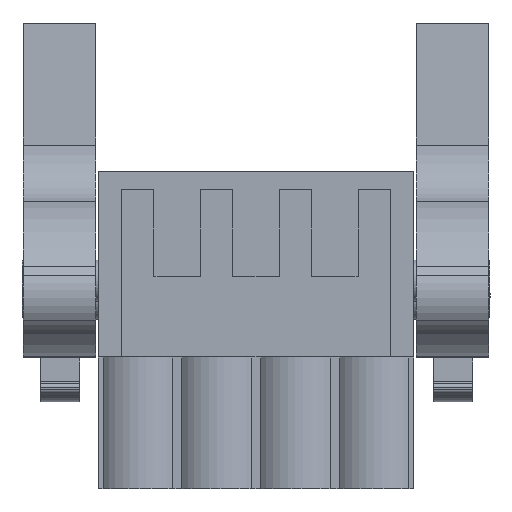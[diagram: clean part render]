
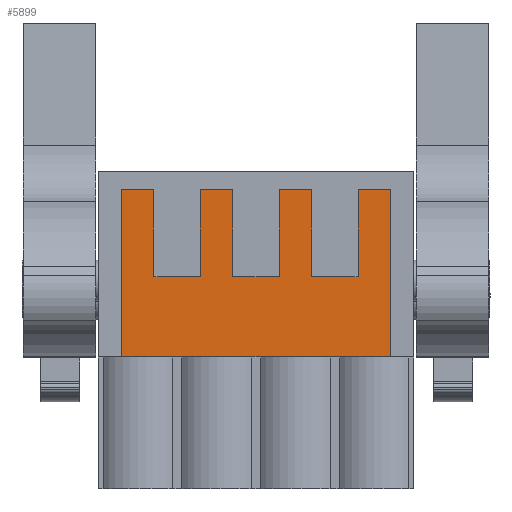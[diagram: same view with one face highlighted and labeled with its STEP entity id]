
A CAD part, front view. The second image highlights one B-rep face of the part: STEP entity #5899.
In plain terms, the highlighted planar face has unit normal (0, -1, 0).
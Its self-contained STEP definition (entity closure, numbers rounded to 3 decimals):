
#5759=AXIS2_PLACEMENT_3D('Plane Axis2P3D',#5756,#5757,#5758) ;
#1883=CARTESIAN_POINT('Vertex',(23.375,1.148,8.35)) ;
#1886=CARTESIAN_POINT('Line Origine',(14.85,1.148,8.35)) ;
#1890=CARTESIAN_POINT('Vertex',(6.325,1.148,8.35)) ;
#5740=CARTESIAN_POINT('Vertex',(23.375,1.148,18.975)) ;
#5743=CARTESIAN_POINT('Line Origine',(23.375,1.148,13.663)) ;
#5756=CARTESIAN_POINT('Axis2P3D Location',(22.272,1.148,17.4)) ;
#5761=CARTESIAN_POINT('Line Origine',(22.35,1.148,18.975)) ;
#5765=CARTESIAN_POINT('Vertex',(21.325,1.148,18.975)) ;
#5768=CARTESIAN_POINT('Line Origine',(21.325,1.148,16.216)) ;
#5772=CARTESIAN_POINT('Vertex',(21.325,1.148,13.457)) ;
#5775=CARTESIAN_POINT('Line Origine',(20.587,1.148,13.457)) ;
#5779=CARTESIAN_POINT('Vertex',(19.85,1.148,13.457)) ;
#5782=CARTESIAN_POINT('Line Origine',(19.112,1.148,13.457)) ;
#5786=CARTESIAN_POINT('Vertex',(18.375,1.148,13.457)) ;
#5789=CARTESIAN_POINT('Line Origine',(18.375,1.148,16.216)) ;
#5793=CARTESIAN_POINT('Vertex',(18.375,1.148,18.975)) ;
#5796=CARTESIAN_POINT('Line Origine',(17.35,1.148,18.975)) ;
#5800=CARTESIAN_POINT('Vertex',(16.325,1.148,18.975)) ;
#5803=CARTESIAN_POINT('Line Origine',(16.325,1.148,16.216)) ;
#5807=CARTESIAN_POINT('Vertex',(16.325,1.148,13.457)) ;
#5810=CARTESIAN_POINT('Line Origine',(15.587,1.148,13.457)) ;
#5814=CARTESIAN_POINT('Vertex',(14.85,1.148,13.457)) ;
#5817=CARTESIAN_POINT('Line Origine',(14.112,1.148,13.457)) ;
#5821=CARTESIAN_POINT('Vertex',(13.375,1.148,13.457)) ;
#5824=CARTESIAN_POINT('Line Origine',(13.375,1.148,16.216)) ;
#5828=CARTESIAN_POINT('Vertex',(13.375,1.148,18.975)) ;
#5831=CARTESIAN_POINT('Line Origine',(12.35,1.148,18.975)) ;
#5835=CARTESIAN_POINT('Vertex',(11.325,1.148,18.975)) ;
#5838=CARTESIAN_POINT('Line Origine',(11.325,1.148,16.216)) ;
#5842=CARTESIAN_POINT('Vertex',(11.325,1.148,13.457)) ;
#5845=CARTESIAN_POINT('Line Origine',(10.587,1.148,13.457)) ;
#5849=CARTESIAN_POINT('Vertex',(9.85,1.148,13.457)) ;
#5852=CARTESIAN_POINT('Line Origine',(9.112,1.148,13.457)) ;
#5856=CARTESIAN_POINT('Vertex',(8.375,1.148,13.457)) ;
#5859=CARTESIAN_POINT('Line Origine',(8.375,1.148,16.216)) ;
#5863=CARTESIAN_POINT('Vertex',(8.375,1.148,18.975)) ;
#5866=CARTESIAN_POINT('Line Origine',(7.35,1.148,18.975)) ;
#5870=CARTESIAN_POINT('Vertex',(6.325,1.148,18.975)) ;
#5873=CARTESIAN_POINT('Line Origine',(6.325,1.148,13.662)) ;
#1887=DIRECTION('Vector Direction',(-1.,0.,0.)) ;
#5744=DIRECTION('Vector Direction',(0.,0.,1.)) ;
#5757=DIRECTION('Axis2P3D Direction',(0.,-1.,0.)) ;
#5758=DIRECTION('Axis2P3D XDirection',(0.,0.,1.)) ;
#5762=DIRECTION('Vector Direction',(-1.,0.,0.)) ;
#5769=DIRECTION('Vector Direction',(0.,0.,1.)) ;
#5776=DIRECTION('Vector Direction',(1.,0.,0.)) ;
#5783=DIRECTION('Vector Direction',(1.,0.,0.)) ;
#5790=DIRECTION('Vector Direction',(0.,0.,1.)) ;
#5797=DIRECTION('Vector Direction',(-1.,0.,0.)) ;
#5804=DIRECTION('Vector Direction',(0.,0.,1.)) ;
#5811=DIRECTION('Vector Direction',(1.,0.,0.)) ;
#5818=DIRECTION('Vector Direction',(1.,0.,0.)) ;
#5825=DIRECTION('Vector Direction',(0.,0.,1.)) ;
#5832=DIRECTION('Vector Direction',(-1.,0.,0.)) ;
#5839=DIRECTION('Vector Direction',(0.,0.,1.)) ;
#5846=DIRECTION('Vector Direction',(1.,0.,0.)) ;
#5853=DIRECTION('Vector Direction',(1.,0.,0.)) ;
#5860=DIRECTION('Vector Direction',(0.,0.,-1.)) ;
#5867=DIRECTION('Vector Direction',(-1.,0.,0.)) ;
#5874=DIRECTION('Vector Direction',(0.,0.,1.)) ;
#1888=VECTOR('Line Direction',#1887,1.) ;
#5745=VECTOR('Line Direction',#5744,1.) ;
#5763=VECTOR('Line Direction',#5762,1.) ;
#5770=VECTOR('Line Direction',#5769,1.) ;
#5777=VECTOR('Line Direction',#5776,1.) ;
#5784=VECTOR('Line Direction',#5783,1.) ;
#5791=VECTOR('Line Direction',#5790,1.) ;
#5798=VECTOR('Line Direction',#5797,1.) ;
#5805=VECTOR('Line Direction',#5804,1.) ;
#5812=VECTOR('Line Direction',#5811,1.) ;
#5819=VECTOR('Line Direction',#5818,1.) ;
#5826=VECTOR('Line Direction',#5825,1.) ;
#5833=VECTOR('Line Direction',#5832,1.) ;
#5840=VECTOR('Line Direction',#5839,1.) ;
#5847=VECTOR('Line Direction',#5846,1.) ;
#5854=VECTOR('Line Direction',#5853,1.) ;
#5861=VECTOR('Line Direction',#5860,1.) ;
#5868=VECTOR('Line Direction',#5867,1.) ;
#5875=VECTOR('Line Direction',#5874,1.) ;
#5879=ORIENTED_EDGE('',*,*,#1892,.F.) ;
#5880=ORIENTED_EDGE('',*,*,#5747,.T.) ;
#5881=ORIENTED_EDGE('',*,*,#5767,.T.) ;
#5882=ORIENTED_EDGE('',*,*,#5774,.F.) ;
#5883=ORIENTED_EDGE('',*,*,#5781,.F.) ;
#5884=ORIENTED_EDGE('',*,*,#5788,.F.) ;
#5885=ORIENTED_EDGE('',*,*,#5795,.T.) ;
#5886=ORIENTED_EDGE('',*,*,#5802,.T.) ;
#5887=ORIENTED_EDGE('',*,*,#5809,.F.) ;
#5888=ORIENTED_EDGE('',*,*,#5816,.F.) ;
#5889=ORIENTED_EDGE('',*,*,#5823,.F.) ;
#5890=ORIENTED_EDGE('',*,*,#5830,.T.) ;
#5891=ORIENTED_EDGE('',*,*,#5837,.T.) ;
#5892=ORIENTED_EDGE('',*,*,#5844,.F.) ;
#5893=ORIENTED_EDGE('',*,*,#5851,.F.) ;
#5894=ORIENTED_EDGE('',*,*,#5858,.F.) ;
#5895=ORIENTED_EDGE('',*,*,#5865,.F.) ;
#5896=ORIENTED_EDGE('',*,*,#5872,.T.) ;
#5897=ORIENTED_EDGE('',*,*,#5877,.F.) ;
#5899=ADVANCED_FACE('HOUSING',(#5898),#5760,.T.) ;
#1892=EDGE_CURVE('',#1884,#1891,#1889,.T.) ;
#5747=EDGE_CURVE('',#1884,#5741,#5746,.T.) ;
#5767=EDGE_CURVE('',#5741,#5766,#5764,.T.) ;
#5774=EDGE_CURVE('',#5773,#5766,#5771,.T.) ;
#5781=EDGE_CURVE('',#5780,#5773,#5778,.T.) ;
#5788=EDGE_CURVE('',#5787,#5780,#5785,.T.) ;
#5795=EDGE_CURVE('',#5787,#5794,#5792,.T.) ;
#5802=EDGE_CURVE('',#5794,#5801,#5799,.T.) ;
#5809=EDGE_CURVE('',#5808,#5801,#5806,.T.) ;
#5816=EDGE_CURVE('',#5815,#5808,#5813,.T.) ;
#5823=EDGE_CURVE('',#5822,#5815,#5820,.T.) ;
#5830=EDGE_CURVE('',#5822,#5829,#5827,.T.) ;
#5837=EDGE_CURVE('',#5829,#5836,#5834,.T.) ;
#5844=EDGE_CURVE('',#5843,#5836,#5841,.T.) ;
#5851=EDGE_CURVE('',#5850,#5843,#5848,.T.) ;
#5858=EDGE_CURVE('',#5857,#5850,#5855,.T.) ;
#5865=EDGE_CURVE('',#5864,#5857,#5862,.T.) ;
#5872=EDGE_CURVE('',#5864,#5871,#5869,.T.) ;
#5877=EDGE_CURVE('',#1891,#5871,#5876,.T.) ;
#5878=EDGE_LOOP('',(#5879,#5880,#5881,#5882,#5883,#5884,#5885,#5886,#5887,#5888,#5889,#5890,#5891,#5892,#5893,#5894,#5895,#5896,#5897)) ;
#5898=FACE_OUTER_BOUND('',#5878,.T.) ;
#1889=LINE('Line',#1886,#1888) ;
#5746=LINE('Line',#5743,#5745) ;
#5764=LINE('Line',#5761,#5763) ;
#5771=LINE('Line',#5768,#5770) ;
#5778=LINE('Line',#5775,#5777) ;
#5785=LINE('Line',#5782,#5784) ;
#5792=LINE('Line',#5789,#5791) ;
#5799=LINE('Line',#5796,#5798) ;
#5806=LINE('Line',#5803,#5805) ;
#5813=LINE('Line',#5810,#5812) ;
#5820=LINE('Line',#5817,#5819) ;
#5827=LINE('Line',#5824,#5826) ;
#5834=LINE('Line',#5831,#5833) ;
#5841=LINE('Line',#5838,#5840) ;
#5848=LINE('Line',#5845,#5847) ;
#5855=LINE('Line',#5852,#5854) ;
#5862=LINE('Line',#5859,#5861) ;
#5869=LINE('Line',#5866,#5868) ;
#5876=LINE('Line',#5873,#5875) ;
#5760=PLANE('',#5759) ;
#1884=VERTEX_POINT('',#1883) ;
#1891=VERTEX_POINT('',#1890) ;
#5741=VERTEX_POINT('',#5740) ;
#5766=VERTEX_POINT('',#5765) ;
#5773=VERTEX_POINT('',#5772) ;
#5780=VERTEX_POINT('',#5779) ;
#5787=VERTEX_POINT('',#5786) ;
#5794=VERTEX_POINT('',#5793) ;
#5801=VERTEX_POINT('',#5800) ;
#5808=VERTEX_POINT('',#5807) ;
#5815=VERTEX_POINT('',#5814) ;
#5822=VERTEX_POINT('',#5821) ;
#5829=VERTEX_POINT('',#5828) ;
#5836=VERTEX_POINT('',#5835) ;
#5843=VERTEX_POINT('',#5842) ;
#5850=VERTEX_POINT('',#5849) ;
#5857=VERTEX_POINT('',#5856) ;
#5864=VERTEX_POINT('',#5863) ;
#5871=VERTEX_POINT('',#5870) ;
